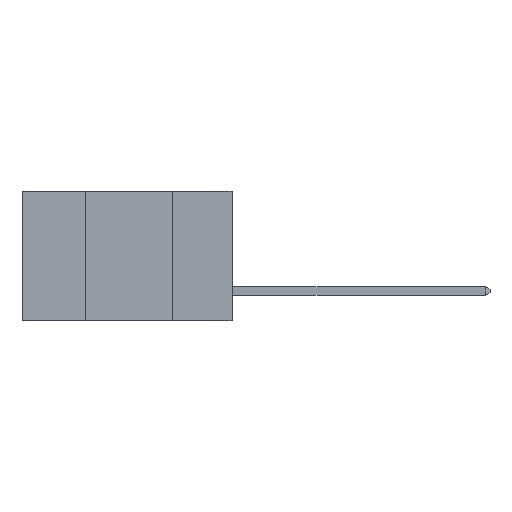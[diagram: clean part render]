
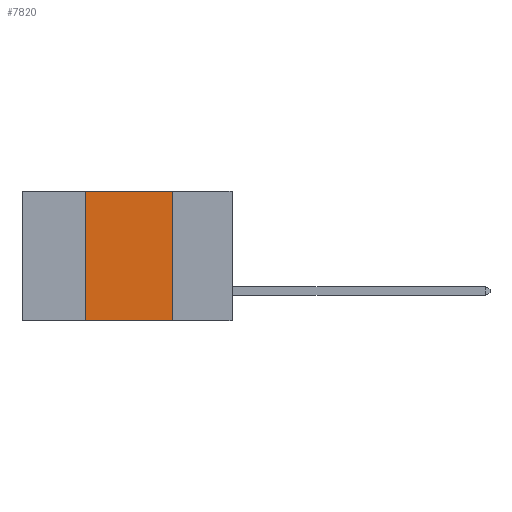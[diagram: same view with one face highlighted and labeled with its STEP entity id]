
A CAD part, left-side view. The second image highlights one B-rep face of the part: STEP entity #7820.
In plain terms, the highlighted planar face has unit normal (-1, 0, 0).
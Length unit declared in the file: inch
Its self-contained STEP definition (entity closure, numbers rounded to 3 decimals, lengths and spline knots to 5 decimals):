
#735 = DIRECTION ( 'NONE',  ( 0., -1., 0. ) ) ;
#784 = EDGE_CURVE ( 'NONE', #7173, #2597, #8663, .T. ) ;
#1178 = LINE ( 'NONE', #10966, #8291 ) ;
#1343 = DIRECTION ( 'NONE',  ( 0., 0., -1. ) ) ;
#1939 = VERTEX_POINT ( 'NONE', #11704 ) ;
#2532 = DIRECTION ( 'NONE',  ( 0., -1., 0. ) ) ;
#2597 = VERTEX_POINT ( 'NONE', #6060 ) ;
#2685 = VECTOR ( 'NONE', #1343, 39.37008 ) ;
#2919 = DIRECTION ( 'NONE',  ( 1., 0., 0. ) ) ;
#3261 = CARTESIAN_POINT ( 'NONE',  ( 0., 0.17, 0. ) ) ;
#3459 = LINE ( 'NONE', #9853, #10391 ) ;
#3709 = ORIENTED_EDGE ( 'NONE', *, *, #6122, .F. ) ;
#3845 = EDGE_CURVE ( 'NONE', #1939, #5949, #3459, .T. ) ;
#3910 = CARTESIAN_POINT ( 'NONE',  ( 0., 0.17, 0. ) ) ;
#4846 = ORIENTED_EDGE ( 'NONE', *, *, #3845, .F. ) ;
#5140 = LINE ( 'NONE', #3261, #2685 ) ;
#5167 = EDGE_CURVE ( 'NONE', #7173, #1939, #1178, .T. ) ;
#5949 = VERTEX_POINT ( 'NONE', #3910 ) ;
#6058 = ORIENTED_EDGE ( 'NONE', *, *, #5167, .F. ) ;
#6060 = CARTESIAN_POINT ( 'NONE',  ( 0., 0.17, -0.37 ) ) ;
#6071 = ORIENTED_EDGE ( 'NONE', *, *, #784, .T. ) ;
#6122 = EDGE_CURVE ( 'NONE', #5949, #2597, #5140, .T. ) ;
#6607 = PLANE ( 'NONE',  #7629 ) ;
#7173 = VERTEX_POINT ( 'NONE', #11932 ) ;
#7629 = AXIS2_PLACEMENT_3D ( 'NONE', #8419, #2919, #9321 ) ;
#7666 = CARTESIAN_POINT ( 'NONE',  ( 0., 0.6, -0.37 ) ) ;
#7820 = ADVANCED_FACE ( 'NONE', ( #10195 ), #6607, .F. ) ;
#8291 = VECTOR ( 'NONE', #11848, 39.37008 ) ;
#8419 = CARTESIAN_POINT ( 'NONE',  ( 0., 0.6, 0. ) ) ;
#8663 = LINE ( 'NONE', #7666, #10713 ) ;
#9321 = DIRECTION ( 'NONE',  ( 0., 0., -1. ) ) ;
#9813 = EDGE_LOOP ( 'NONE', ( #3709, #4846, #6058, #6071 ) ) ;
#9853 = CARTESIAN_POINT ( 'NONE',  ( 0., 0.6, 0. ) ) ;
#10195 = FACE_OUTER_BOUND ( 'NONE', #9813, .T. ) ;
#10391 = VECTOR ( 'NONE', #2532, 39.37008 ) ;
#10713 = VECTOR ( 'NONE', #735, 39.37008 ) ;
#10966 = CARTESIAN_POINT ( 'NONE',  ( 0., 0.42, 0. ) ) ;
#11704 = CARTESIAN_POINT ( 'NONE',  ( 0., 0.42, 0. ) ) ;
#11848 = DIRECTION ( 'NONE',  ( 0., 0., 1. ) ) ;
#11932 = CARTESIAN_POINT ( 'NONE',  ( 0., 0.42, -0.37 ) ) ;
